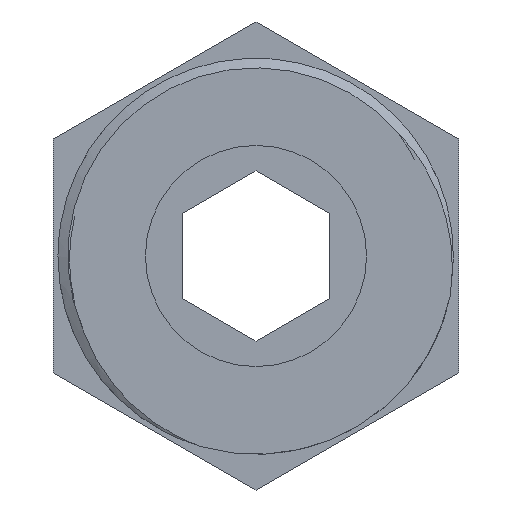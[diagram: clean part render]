
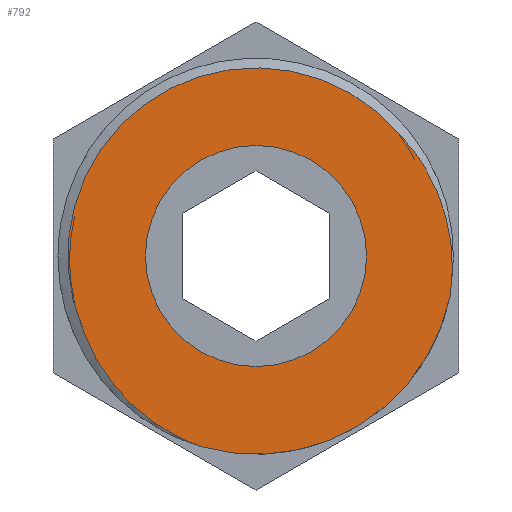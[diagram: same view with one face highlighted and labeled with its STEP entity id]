
A CAD part, front view. The second image highlights one B-rep face of the part: STEP entity #792.
In plain terms, the highlighted planar face has unit normal (0, -1, 0).
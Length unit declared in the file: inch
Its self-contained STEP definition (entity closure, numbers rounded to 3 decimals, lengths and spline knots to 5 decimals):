
#57=FACE_BOUND('',#184,.T.);
#80=PLANE('',#886);
#128=FACE_OUTER_BOUND('',#183,.T.);
#183=EDGE_LOOP('',(#717,#718,#719,#720));
#184=EDGE_LOOP('',(#721));
#211=CIRCLE('',#879,0.25533);
#212=CIRCLE('',#881,0.26911);
#213=CIRCLE('',#883,0.15);
#243=B_SPLINE_CURVE_WITH_KNOTS('',3,(#4910,#4911,#4912,#4913,#4914,#4915,
#4916,#4917),.UNSPECIFIED.,.F.,.F.,(4,2,2,4),(0.00014,0.26632,
0.49444,0.55451),.UNSPECIFIED.);
#246=B_SPLINE_CURVE_WITH_KNOTS('',3,(#5853,#5854,#5855,#5856,#5857,#5858,
#5859,#5860),.UNSPECIFIED.,.F.,.F.,(4,2,2,4),(0.43902,0.57995,
0.7805,0.94034),.UNSPECIFIED.);
#410=VERTEX_POINT('',#4078);
#411=VERTEX_POINT('',#4079);
#412=VERTEX_POINT('',#4909);
#413=VERTEX_POINT('',#4975);
#414=VERTEX_POINT('',#5862);
#508=EDGE_CURVE('',#410,#411,#211,.T.);
#511=EDGE_CURVE('',#412,#410,#243,.T.);
#513=EDGE_CURVE('',#413,#412,#212,.T.);
#515=EDGE_CURVE('',#411,#413,#246,.T.);
#516=EDGE_CURVE('',#414,#414,#213,.T.);
#717=ORIENTED_EDGE('',*,*,#513,.T.);
#718=ORIENTED_EDGE('',*,*,#511,.T.);
#719=ORIENTED_EDGE('',*,*,#508,.T.);
#720=ORIENTED_EDGE('',*,*,#515,.T.);
#721=ORIENTED_EDGE('',*,*,#516,.T.);
#792=ADVANCED_FACE('',(#128,#57),#80,.F.);
#879=AXIS2_PLACEMENT_3D('',#4080,#1065,#1066);
#881=AXIS2_PLACEMENT_3D('',#4976,#1069,#1070);
#883=AXIS2_PLACEMENT_3D('',#5863,#1073,#1074);
#886=AXIS2_PLACEMENT_3D('',#5868,#1080,#1081);
#1065=DIRECTION('center_axis',(0.,-1.,0.));
#1066=DIRECTION('ref_axis',(1.,0.,0.));
#1069=DIRECTION('center_axis',(0.,-1.,0.));
#1070=DIRECTION('ref_axis',(1.,0.,0.));
#1073=DIRECTION('center_axis',(0.,1.,0.));
#1074=DIRECTION('ref_axis',(1.,0.,0.));
#1080=DIRECTION('center_axis',(0.,1.,0.));
#1081=DIRECTION('ref_axis',(1.,0.,0.));
#4078=CARTESIAN_POINT('',(0.19267,0.,0.16754));
#4079=CARTESIAN_POINT('',(-0.23475,0.,-0.10042));
#4080=CARTESIAN_POINT('Origin',(0.,0.,0.));
#4909=CARTESIAN_POINT('',(0.26369,0.,-0.05372));
#4910=CARTESIAN_POINT('Ctrl Pts',(0.26369,0.,
-0.05372));
#4911=CARTESIAN_POINT('Ctrl Pts',(0.26875,0.,
-0.01916));
#4912=CARTESIAN_POINT('Ctrl Pts',(0.26705,0.,
0.01585));
#4913=CARTESIAN_POINT('Ctrl Pts',(0.25116,0.,
0.07877));
#4914=CARTESIAN_POINT('Ctrl Pts',(0.23788,0.,
0.11071));
#4915=CARTESIAN_POINT('Ctrl Pts',(0.2091,0.,
0.14935));
#4916=CARTESIAN_POINT('Ctrl Pts',(0.20169,0.,
0.15832));
#4917=CARTESIAN_POINT('Ctrl Pts',(0.19267,0.,
0.16754));
#4975=CARTESIAN_POINT('',(-0.075,0.,-0.25845));
#4976=CARTESIAN_POINT('Origin',(0.,0.,0.));
#5853=CARTESIAN_POINT('Ctrl Pts',(-0.23475,0.,
-0.10042));
#5854=CARTESIAN_POINT('Ctrl Pts',(-0.22964,0.,
-0.11471));
#5855=CARTESIAN_POINT('Ctrl Pts',(-0.22324,0.,
-0.12855));
#5856=CARTESIAN_POINT('Ctrl Pts',(-0.20475,0.,
-0.16071));
#5857=CARTESIAN_POINT('Ctrl Pts',(-0.18655,0.,
-0.18714));
#5858=CARTESIAN_POINT('Ctrl Pts',(-0.13224,0.,
-0.23226));
#5859=CARTESIAN_POINT('Ctrl Pts',(-0.10465,0.,
-0.24796));
#5860=CARTESIAN_POINT('Ctrl Pts',(-0.075,0.,
-0.25845));
#5862=CARTESIAN_POINT('',(-0.15,0.,0.));
#5863=CARTESIAN_POINT('Origin',(0.,0.,0.));
#5868=CARTESIAN_POINT('Origin',(0.,0.,0.));
